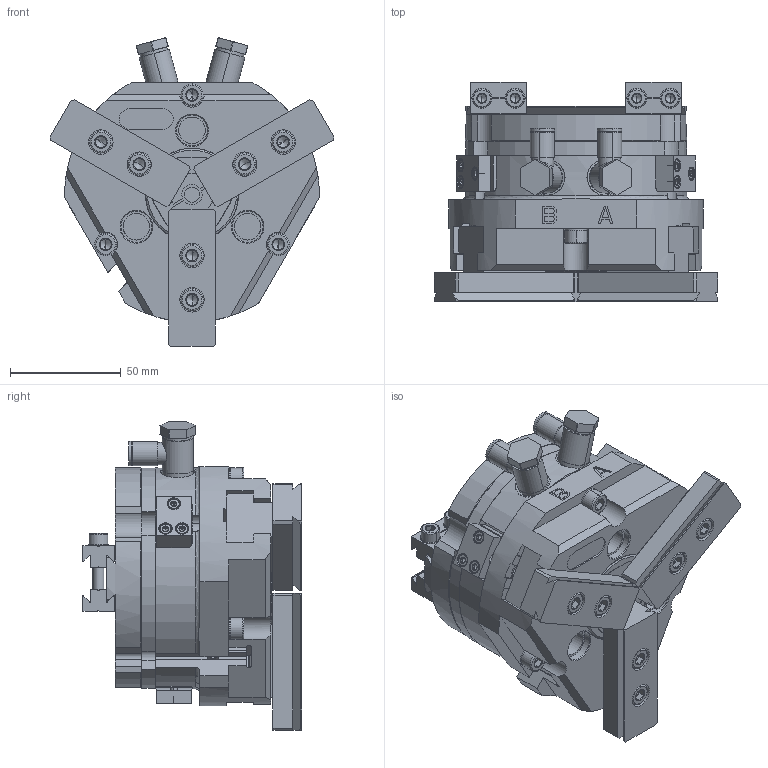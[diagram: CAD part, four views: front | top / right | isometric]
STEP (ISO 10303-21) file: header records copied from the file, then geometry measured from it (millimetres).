
FILE_DESCRIPTION((''),'2;1');
FILE_NAME('3804250754_FGA_JGZ100_KIT_ASM','2019-10-10T13:53:00',('U004522'),('SCHUNK GmbH & Co. KG'),'CREO PARAMETRIC BY PTC INC, 2018190','CREO PARAMETRIC BY PTC INC, 2018190','');
FILE_SCHEMA(('CONFIG_CONTROL_DESIGN','SHAPE_APPEARANCE_LAYERS_GROUPS'));
Length unit declared in the file: millimetre
Products named in the file (28): 1407023_AGS_1-64-10-46-00-ADA_1; AGS_WASHER_SIS-6; DEI4762_M006X050_12_9; 1407023_AGS_1-64-10-46-00-ADA_ASM; 5517154_JGZ_100_GEH; 5517092_JGP_100_1_GBA; 5512156_PZNPLUS_100_DEC; 9948714_KAB; 9948714_KSC; 9948714_KAB_KSC_ASM; KL-03_KLEMMBOCK_8MM; DEI4762_M003X010_12_9; DEI10642_M004X010_10_9; ISO4026_M005X004_45H; 3052999946_ANS_MMS-P; ISO4026_M002_5X003_45H; 3052999946_ANS_MMS-P_ASM; 0308940_JGZ_100_1_ASM; 1333631_AGS_1-25-50-42-00-PPV_1; 1333631_AGS_1-25-50-42-00-PPV_2; AGS_WASHER_SIS-5; DEI4762_M005X030_12_9; 1333631_AGS_1-25-50-42-00-PPV_ASM; 1406999_AGS_1-64-51-66-00-002_1; DEI4762_M006X018_12_9; 1406999_AGS_1-64-51-66-00-002_ASM; 9937152_SWV_G8_6_MEASURED; 3804250754_FGA_JGZ100_KIT_ASM
Assembly tree (61 placements, depth 4):
  3804250754_FGA_JGZ100_KIT_ASM
    1407023_AGS_1-64-10-46-00-ADA_ASM
      1407023_AGS_1-64-10-46-00-ADA_1
      AGS_WASHER_SIS-6  x3
      DEI4762_M006X050_12_9  x3
    0308940_JGZ_100_1_ASM
      5517154_JGZ_100_GEH
      5517092_JGP_100_1_GBA  x3
      5512156_PZNPLUS_100_DEC
      9948714_KAB_KSC_ASM
        9948714_KAB
        9948714_KSC
      KL-03_KLEMMBOCK_8MM  x3
      DEI4762_M003X010_12_9  x9
      DEI10642_M004X010_10_9  x8
      ISO4026_M005X004_45H  x3
      3052999946_ANS_MMS-P_ASM
        3052999946_ANS_MMS-P
        ISO4026_M002_5X003_45H
    1333631_AGS_1-25-50-42-00-PPV_ASM  x2
      1333631_AGS_1-25-50-42-00-PPV_1
      1333631_AGS_1-25-50-42-00-PPV_2
      AGS_WASHER_SIS-5
      DEI4762_M005X030_12_9
    1406999_AGS_1-64-51-66-00-002_ASM  x3
      1406999_AGS_1-64-51-66-00-002_1
      AGS_WASHER_SIS-6
      DEI4762_M006X018_12_9
    9937152_SWV_G8_6_MEASURED  x2
Bounding box: 128.15 x 99.1 x 139.38 mm (x, y, z)
Volume: 610790.5 mm3; surface area: 171815.5 mm2
Topology: 68 solids, 68 shells, 2341 faces, 5711 edges, 3520 vertices
Faces by surface type: plane 1111, cylinder 640, cone 482, torus 108
Entity records: 43400 total; most frequent: CARTESIAN_POINT 7216, DIRECTION 5985, ORIENTED_EDGE 5542, EDGE_CURVE 2771, PRESENTATION_STYLE_ASSIGNMENT 2669, STYLED_ITEM 2662, CURVE_STYLE 2639, AXIS2_PLACEMENT_3D 2164
